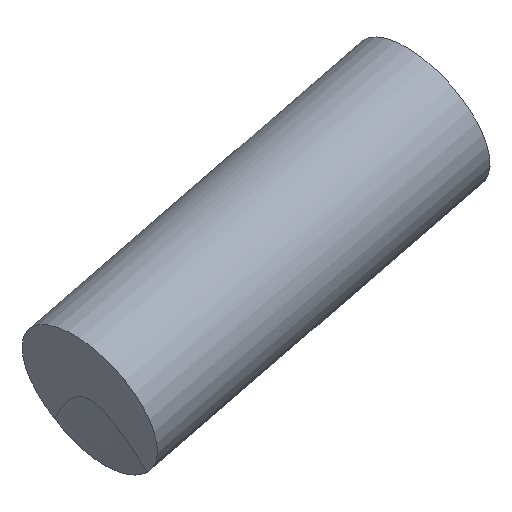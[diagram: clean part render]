
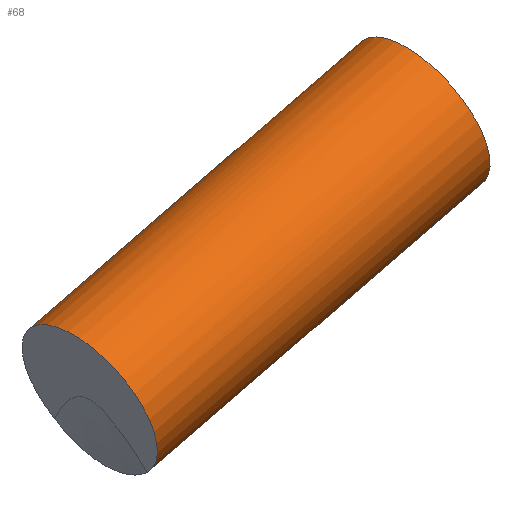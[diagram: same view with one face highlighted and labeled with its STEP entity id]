
A CAD part, isometric view. The second image highlights one B-rep face of the part: STEP entity #68.
In plain terms, the highlighted cylindrical face has radius 11.113 mm (diameter 22.225 mm), a full revolution.
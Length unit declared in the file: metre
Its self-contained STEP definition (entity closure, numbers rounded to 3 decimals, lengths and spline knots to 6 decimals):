
#17=CIRCLE('',#89,0.011113);
#18=CIRCLE('',#90,0.011113);
#21=CYLINDRICAL_SURFACE('',#88,0.011113);
#25=ORIENTED_EDGE('',*,*,#36,.F.);
#26=ORIENTED_EDGE('',*,*,#37,.F.);
#27=ORIENTED_EDGE('',*,*,#38,.F.);
#36=EDGE_CURVE('',#42,#41,#47,.T.);
#37=EDGE_CURVE('',#41,#42,#17,.T.);
#38=EDGE_CURVE('',#43,#43,#18,.F.);
#41=VERTEX_POINT('',#152);
#42=VERTEX_POINT('',#153);
#43=VERTEX_POINT('',#165);
#47=B_SPLINE_CURVE_WITH_KNOTS('',3,(#154,#155,#156,#157,#158,#159,#160,
#161),.UNSPECIFIED.,.F.,.F.,(4,1,1,1,1,4),(0.,0.002168,
0.004336,0.008672,0.013008,0.017343),
 .UNSPECIFIED.);
#49=EDGE_LOOP('',(#25,#26));
#50=EDGE_LOOP('',(#27));
#58=FACE_BOUND('',#49,.T.);
#59=FACE_BOUND('',#50,.T.);
#68=ADVANCED_FACE('',(#58,#59),#21,.T.);
#88=AXIS2_PLACEMENT_3D('',#162,#100,#101);
#89=AXIS2_PLACEMENT_3D('',#163,#102,#103);
#90=AXIS2_PLACEMENT_3D('',#164,#104,#105);
#100=DIRECTION('',(0.97,0.,0.242));
#101=DIRECTION('',(0.242,0.,-0.97));
#102=DIRECTION('',(-0.97,0.,-0.242));
#103=DIRECTION('',(-0.242,0.,0.97));
#104=DIRECTION('',(-0.97,0.,-0.242));
#105=DIRECTION('',(-0.242,0.,0.97));
#152=CARTESIAN_POINT('',(-0.203888,-0.007849,-0.045859));
#153=CARTESIAN_POINT('',(-0.203888,0.007849,-0.045859));
#154=CARTESIAN_POINT('',(-0.203888,0.007849,-0.045859));
#155=CARTESIAN_POINT('',(-0.203793,0.007331,-0.046369));
#156=CARTESIAN_POINT('',(-0.203629,0.006214,-0.047271));
#157=CARTESIAN_POINT('',(-0.203391,0.003628,-0.048637));
#158=CARTESIAN_POINT('',(-0.203274,0.000005,-0.049348));
#159=CARTESIAN_POINT('',(-0.203415,-0.004349,-0.048495));
#160=CARTESIAN_POINT('',(-0.203698,-0.006813,-0.046878));
#161=CARTESIAN_POINT('',(-0.203888,-0.007849,-0.045859));
#162=CARTESIAN_POINT('',(-0.351758,0.,-0.074621));
#163=CARTESIAN_POINT('',(-0.205791,0.,-0.038227));
#164=CARTESIAN_POINT('',(-0.149673,0.,-0.024235));
#165=CARTESIAN_POINT('',(-0.152361,0.,-0.013453));
